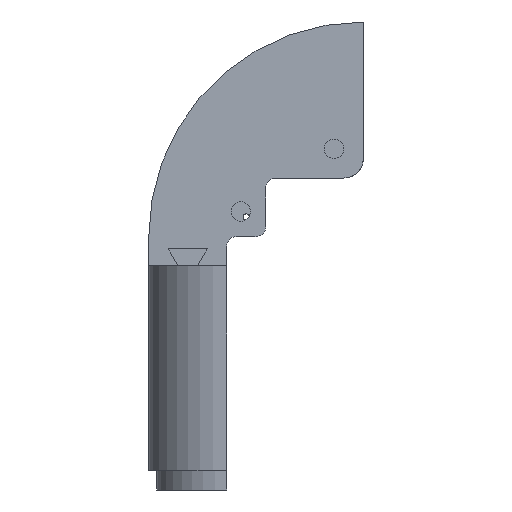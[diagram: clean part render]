
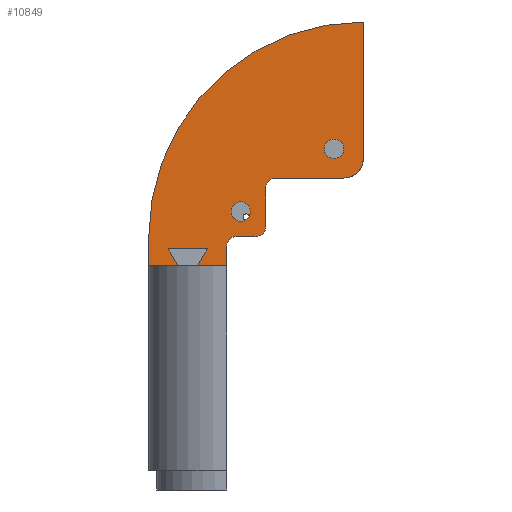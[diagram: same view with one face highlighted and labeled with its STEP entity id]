
A CAD part, left-side view. The second image highlights one B-rep face of the part: STEP entity #10849.
In plain terms, the highlighted planar face has unit normal (-1, 0, 0).
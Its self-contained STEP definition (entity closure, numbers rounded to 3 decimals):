
#339=FACE_BOUND('',#3587,.T.);
#340=FACE_BOUND('',#3588,.T.);
#449=PLANE('',#11980);
#921=LINE('',#23881,#1704);
#1007=LINE('',#24193,#1790);
#1017=LINE('',#24214,#1800);
#1052=LINE('',#24314,#1835);
#1053=LINE('',#24315,#1836);
#1054=LINE('',#24317,#1837);
#1055=LINE('',#24321,#1838);
#1056=LINE('',#24325,#1839);
#1057=LINE('',#24328,#1840);
#1058=LINE('',#24330,#1841);
#1059=LINE('',#24331,#1842);
#1704=VECTOR('',#14328,10.);
#1790=VECTOR('',#14526,10.);
#1800=VECTOR('',#14542,10.);
#1835=VECTOR('',#14635,10.);
#1836=VECTOR('',#14636,10.);
#1837=VECTOR('',#14637,10.);
#1838=VECTOR('',#14640,10.);
#1839=VECTOR('',#14643,10.);
#1840=VECTOR('',#14646,10.);
#1841=VECTOR('',#14647,10.);
#1842=VECTOR('',#14648,10.);
#2797=FACE_OUTER_BOUND('',#3586,.T.);
#3586=EDGE_LOOP('',(#9135,#9136,#9137,#9138,#9139,#9140,#9141,#9142,#9143,
#9144,#9145,#9146,#9147,#9148,#9149,#9150));
#3587=EDGE_LOOP('',(#9151));
#3588=EDGE_LOOP('',(#9152));
#4335=CIRCLE('',#11950,110.);
#4350=CIRCLE('',#11979,5.);
#4351=CIRCLE('',#11981,5.);
#4352=CIRCLE('',#11982,5.);
#4353=CIRCLE('',#11983,10.);
#4354=CIRCLE('',#11984,5.);
#4355=CIRCLE('',#11985,5.);
#5202=VERTEX_POINT('',#23878);
#5203=VERTEX_POINT('',#23880);
#5327=VERTEX_POINT('',#24190);
#5328=VERTEX_POINT('',#24192);
#5333=VERTEX_POINT('',#24204);
#5336=VERTEX_POINT('',#24212);
#5370=VERTEX_POINT('',#24308);
#5371=VERTEX_POINT('',#24312);
#5372=VERTEX_POINT('',#24313);
#5373=VERTEX_POINT('',#24316);
#5374=VERTEX_POINT('',#24318);
#5375=VERTEX_POINT('',#24320);
#5376=VERTEX_POINT('',#24322);
#5377=VERTEX_POINT('',#24324);
#5378=VERTEX_POINT('',#24327);
#5379=VERTEX_POINT('',#24329);
#5380=VERTEX_POINT('',#24332);
#5381=VERTEX_POINT('',#24334);
#6475=EDGE_CURVE('',#5203,#5202,#921,.T.);
#6614=EDGE_CURVE('',#5328,#5327,#1007,.T.);
#6621=EDGE_CURVE('',#5327,#5333,#4335,.T.);
#6625=EDGE_CURVE('',#5333,#5336,#1017,.T.);
#6675=EDGE_CURVE('',#5370,#5202,#4350,.T.);
#6676=EDGE_CURVE('',#5371,#5372,#1052,.T.);
#6677=EDGE_CURVE('',#5372,#5203,#1053,.T.);
#6678=EDGE_CURVE('',#5370,#5373,#1054,.T.);
#6679=EDGE_CURVE('',#5374,#5373,#4351,.T.);
#6680=EDGE_CURVE('',#5375,#5374,#1055,.T.);
#6681=EDGE_CURVE('',#5376,#5375,#4352,.T.);
#6682=EDGE_CURVE('',#5376,#5377,#1056,.T.);
#6683=EDGE_CURVE('',#5328,#5377,#4353,.T.);
#6684=EDGE_CURVE('',#5336,#5378,#1057,.T.);
#6685=EDGE_CURVE('',#5378,#5379,#1058,.T.);
#6686=EDGE_CURVE('',#5379,#5371,#1059,.T.);
#6687=EDGE_CURVE('',#5380,#5380,#4354,.T.);
#6688=EDGE_CURVE('',#5381,#5381,#4355,.T.);
#9135=ORIENTED_EDGE('',*,*,#6676,.T.);
#9136=ORIENTED_EDGE('',*,*,#6677,.T.);
#9137=ORIENTED_EDGE('',*,*,#6475,.T.);
#9138=ORIENTED_EDGE('',*,*,#6675,.F.);
#9139=ORIENTED_EDGE('',*,*,#6678,.T.);
#9140=ORIENTED_EDGE('',*,*,#6679,.F.);
#9141=ORIENTED_EDGE('',*,*,#6680,.F.);
#9142=ORIENTED_EDGE('',*,*,#6681,.F.);
#9143=ORIENTED_EDGE('',*,*,#6682,.T.);
#9144=ORIENTED_EDGE('',*,*,#6683,.F.);
#9145=ORIENTED_EDGE('',*,*,#6614,.T.);
#9146=ORIENTED_EDGE('',*,*,#6621,.T.);
#9147=ORIENTED_EDGE('',*,*,#6625,.T.);
#9148=ORIENTED_EDGE('',*,*,#6684,.T.);
#9149=ORIENTED_EDGE('',*,*,#6685,.T.);
#9150=ORIENTED_EDGE('',*,*,#6686,.T.);
#9151=ORIENTED_EDGE('',*,*,#6687,.T.);
#9152=ORIENTED_EDGE('',*,*,#6688,.T.);
#10849=ADVANCED_FACE('',(#2797,#339,#340),#449,.F.);
#11950=AXIS2_PLACEMENT_3D('',#24206,#14535,#14536);
#11979=AXIS2_PLACEMENT_3D('',#24310,#14631,#14632);
#11980=AXIS2_PLACEMENT_3D('',#24311,#14633,#14634);
#11981=AXIS2_PLACEMENT_3D('',#24319,#14638,#14639);
#11982=AXIS2_PLACEMENT_3D('',#24323,#14641,#14642);
#11983=AXIS2_PLACEMENT_3D('',#24326,#14644,#14645);
#11984=AXIS2_PLACEMENT_3D('',#24333,#14649,#14650);
#11985=AXIS2_PLACEMENT_3D('',#24335,#14651,#14652);
#14328=DIRECTION('',(0.,0.,1.));
#14526=DIRECTION('',(0.,0.,1.));
#14535=DIRECTION('center_axis',(-1.,0.,0.));
#14536=DIRECTION('ref_axis',(0.,1.,0.));
#14542=DIRECTION('',(0.,0.,-1.));
#14631=DIRECTION('center_axis',(-1.,0.,0.));
#14632=DIRECTION('ref_axis',(0.,0.707,0.707));
#14633=DIRECTION('center_axis',(1.,0.,0.));
#14634=DIRECTION('ref_axis',(0.,0.,-1.));
#14635=DIRECTION('',(0.,0.5,-0.866));
#14636=DIRECTION('',(0.,-1.,0.));
#14637=DIRECTION('',(0.,-1.,0.));
#14638=DIRECTION('center_axis',(1.,0.,0.));
#14639=DIRECTION('ref_axis',(0.,-0.707,-0.707));
#14640=DIRECTION('',(0.,0.,-1.));
#14641=DIRECTION('center_axis',(-1.,0.,0.));
#14642=DIRECTION('ref_axis',(0.,0.707,0.707));
#14643=DIRECTION('',(0.,-1.,0.));
#14644=DIRECTION('center_axis',(1.,0.,0.));
#14645=DIRECTION('ref_axis',(0.,-0.707,-0.707));
#14646=DIRECTION('',(0.,-1.,0.));
#14647=DIRECTION('',(0.,0.5,0.866));
#14648=DIRECTION('',(0.,-1.,0.));
#14649=DIRECTION('center_axis',(1.,0.,0.));
#14650=DIRECTION('ref_axis',(0.,0.,-1.));
#14651=DIRECTION('center_axis',(1.,0.,0.));
#14652=DIRECTION('ref_axis',(0.,0.,-1.));
#23878=CARTESIAN_POINT('',(-130.,0.,-5.));
#23880=CARTESIAN_POINT('',(-130.,0.,-15.));
#23881=CARTESIAN_POINT('',(-130.,0.,0.));
#24190=CARTESIAN_POINT('',(-130.,-70.,110.));
#24192=CARTESIAN_POINT('',(-130.,-70.,40.));
#24193=CARTESIAN_POINT('',(-130.,-70.,110.));
#24204=CARTESIAN_POINT('',(-130.,40.,0.));
#24206=CARTESIAN_POINT('Origin',(-130.,-70.,0.));
#24212=CARTESIAN_POINT('',(-130.,40.,-15.));
#24214=CARTESIAN_POINT('',(-130.,40.,-120.));
#24308=CARTESIAN_POINT('',(-130.,-5.,0.));
#24310=CARTESIAN_POINT('Origin',(-130.,-5.,-5.));
#24311=CARTESIAN_POINT('Origin',(-130.,-15.,-5.));
#24312=CARTESIAN_POINT('',(-130.,10.,-6.34));
#24313=CARTESIAN_POINT('',(-130.,15.,-15.));
#24314=CARTESIAN_POINT('',(-130.,6.585,-0.425));
#24315=CARTESIAN_POINT('',(-130.,12.5,-15.));
#24316=CARTESIAN_POINT('',(-130.,-15.,0.));
#24317=CARTESIAN_POINT('',(-130.,0.,0.));
#24318=CARTESIAN_POINT('',(-130.,-20.,5.));
#24319=CARTESIAN_POINT('Origin',(-130.,-15.,5.));
#24320=CARTESIAN_POINT('',(-130.,-20.,25.));
#24321=CARTESIAN_POINT('',(-130.,-20.,110.));
#24322=CARTESIAN_POINT('',(-130.,-25.,30.));
#24323=CARTESIAN_POINT('Origin',(-130.,-25.,25.));
#24324=CARTESIAN_POINT('',(-130.,-60.,30.));
#24325=CARTESIAN_POINT('',(-130.,-7.5,30.));
#24326=CARTESIAN_POINT('Origin',(-130.,-60.,40.));
#24327=CARTESIAN_POINT('',(-130.,25.,-15.));
#24328=CARTESIAN_POINT('',(-130.,12.5,-15.));
#24329=CARTESIAN_POINT('',(-130.,30.,-6.34));
#24330=CARTESIAN_POINT('',(-130.,22.165,-19.91));
#24331=CARTESIAN_POINT('',(-130.,7.5,-6.34));
#24332=CARTESIAN_POINT('',(-130.,-7.181,17.819));
#24333=CARTESIAN_POINT('Origin',(-130.,-7.181,12.819));
#24334=CARTESIAN_POINT('',(-130.,-55.,50.));
#24335=CARTESIAN_POINT('Origin',(-130.,-55.,45.));
